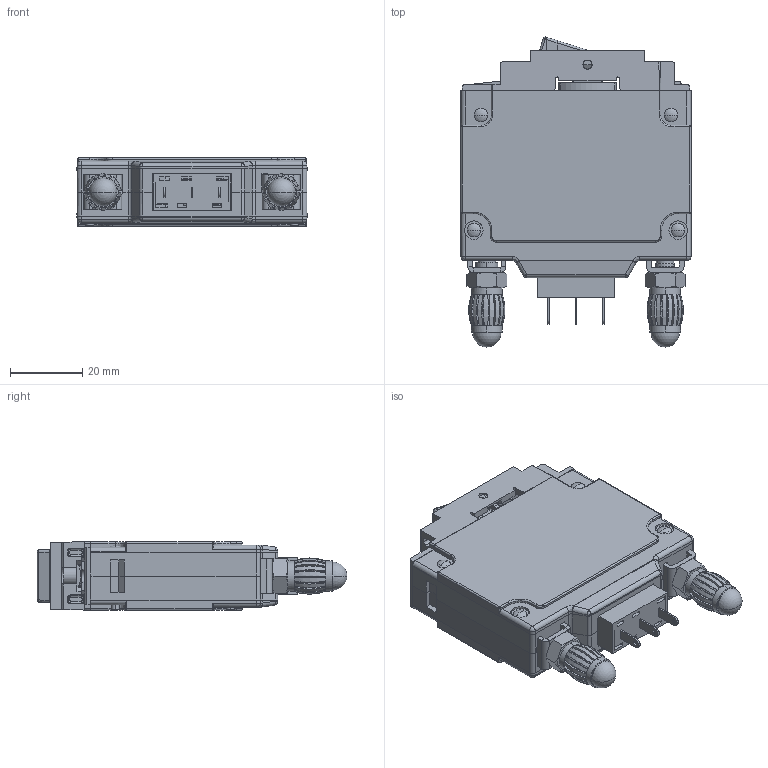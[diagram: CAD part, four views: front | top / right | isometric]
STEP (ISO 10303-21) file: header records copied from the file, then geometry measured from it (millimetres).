
FILE_DESCRIPTION((''),'2;1');
FILE_NAME('C11_PLUG_AUX','2012-01-25T',('danboyden'),(''),'PRO/ENGINEER BY PARAMETRIC TECHNOLOGY CORPORATION, 2010280','PRO/ENGINEER BY PARAMETRIC TECHNOLOGY CORPORATION, 2010280','');
FILE_SCHEMA(('CONFIG_CONTROL_DESIGN'));
Products named in the file (1): C11_PLUG_AUX
Bounding box: 63.5 x 85.56 x 18.95 mm (x, y, z)
Volume: 33387.4 mm3; surface area: 33368.4 mm2
Topology: 2 solids, 2 shells, 4597 faces, 12656 edges, 8123 vertices
Faces by surface type: plane 3582, cylinder 495, extrusion 198, cone 119, revolution 72, bspline 57, sphere 44, torus 30
Entity records: 158037 total; most frequent: CARTESIAN_POINT 42900, ORIENTED_EDGE 25268, DIRECTION 21357, EDGE_CURVE 12634, VECTOR 10547, LINE 10349, VERTEX_POINT 8123, AXIS2_PLACEMENT_3D 5369
